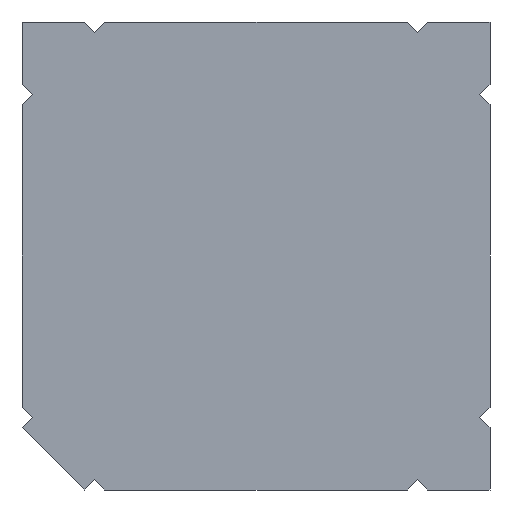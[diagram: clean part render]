
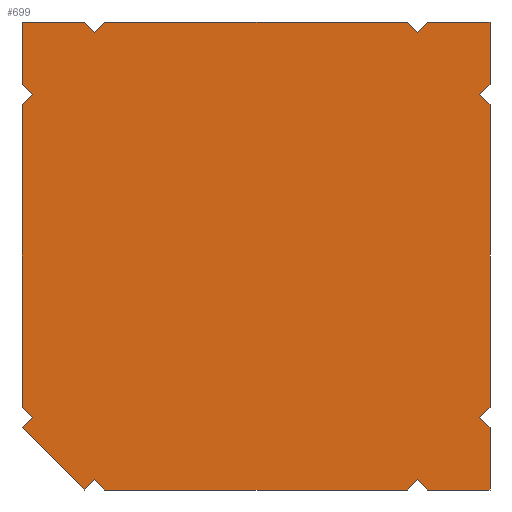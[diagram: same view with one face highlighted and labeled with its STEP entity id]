
A CAD part, front view. The second image highlights one B-rep face of the part: STEP entity #699.
In plain terms, the highlighted planar face has unit normal (0, -1, 0).
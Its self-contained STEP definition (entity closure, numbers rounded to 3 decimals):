
#48=PLANE('',#763);
#83=FACE_OUTER_BOUND('',#121,.T.);
#121=EDGE_LOOP('',(#599,#600,#601,#602,#603,#604,#605,#606,#607,#608,#609,
#610,#611,#612,#613,#614,#615,#616,#617,#618,#619,#620,#621,#622,#623,#624,
#625));
#134=LINE('',#970,#218);
#137=LINE('',#975,#221);
#141=LINE('',#984,#225);
#144=LINE('',#989,#228);
#148=LINE('',#998,#232);
#151=LINE('',#1003,#235);
#155=LINE('',#1012,#239);
#158=LINE('',#1017,#242);
#160=LINE('',#1020,#244);
#161=LINE('',#1022,#245);
#162=LINE('',#1024,#246);
#163=LINE('',#1026,#247);
#167=LINE('',#1040,#251);
#170=LINE('',#1047,#254);
#172=LINE('',#1050,#256);
#177=LINE('',#1061,#261);
#180=LINE('',#1066,#264);
#181=LINE('',#1069,#265);
#183=LINE('',#1072,#267);
#188=LINE('',#1083,#272);
#191=LINE('',#1088,#275);
#192=LINE('',#1091,#276);
#194=LINE('',#1094,#278);
#199=LINE('',#1105,#283);
#201=LINE('',#1109,#285);
#204=LINE('',#1114,#288);
#205=LINE('',#1116,#289);
#218=VECTOR('',#796,1.);
#221=VECTOR('',#799,1.);
#225=VECTOR('',#805,1.);
#228=VECTOR('',#808,1.);
#232=VECTOR('',#814,1.);
#235=VECTOR('',#817,1.);
#239=VECTOR('',#823,1.);
#242=VECTOR('',#826,1.);
#244=VECTOR('',#830,1.);
#245=VECTOR('',#833,1.);
#246=VECTOR('',#836,1.);
#247=VECTOR('',#839,1.);
#251=VECTOR('',#855,1.);
#254=VECTOR('',#862,1.);
#256=VECTOR('',#866,1.);
#261=VECTOR('',#875,1.);
#264=VECTOR('',#880,1.);
#265=VECTOR('',#883,1.);
#267=VECTOR('',#887,1.);
#272=VECTOR('',#896,1.);
#275=VECTOR('',#901,1.);
#276=VECTOR('',#904,1.);
#278=VECTOR('',#908,1.);
#283=VECTOR('',#917,1.);
#285=VECTOR('',#921,1.);
#288=VECTOR('',#926,1.);
#289=VECTOR('',#929,1.);
#310=VERTEX_POINT('',#967);
#311=VERTEX_POINT('',#969);
#312=VERTEX_POINT('',#972);
#313=VERTEX_POINT('',#974);
#316=VERTEX_POINT('',#981);
#317=VERTEX_POINT('',#983);
#318=VERTEX_POINT('',#986);
#319=VERTEX_POINT('',#988);
#322=VERTEX_POINT('',#995);
#323=VERTEX_POINT('',#997);
#324=VERTEX_POINT('',#1000);
#325=VERTEX_POINT('',#1002);
#328=VERTEX_POINT('',#1009);
#329=VERTEX_POINT('',#1011);
#330=VERTEX_POINT('',#1014);
#331=VERTEX_POINT('',#1016);
#335=VERTEX_POINT('',#1038);
#337=VERTEX_POINT('',#1046);
#341=VERTEX_POINT('',#1060);
#342=VERTEX_POINT('',#1064);
#343=VERTEX_POINT('',#1068);
#347=VERTEX_POINT('',#1082);
#348=VERTEX_POINT('',#1086);
#349=VERTEX_POINT('',#1090);
#353=VERTEX_POINT('',#1104);
#354=VERTEX_POINT('',#1108);
#355=VERTEX_POINT('',#1112);
#372=EDGE_CURVE('',#311,#310,#134,.T.);
#375=EDGE_CURVE('',#313,#312,#137,.T.);
#379=EDGE_CURVE('',#317,#316,#141,.T.);
#382=EDGE_CURVE('',#319,#318,#144,.T.);
#386=EDGE_CURVE('',#323,#322,#148,.T.);
#389=EDGE_CURVE('',#325,#324,#151,.T.);
#393=EDGE_CURVE('',#329,#328,#155,.T.);
#396=EDGE_CURVE('',#331,#330,#158,.T.);
#398=EDGE_CURVE('',#324,#317,#160,.T.);
#399=EDGE_CURVE('',#318,#311,#161,.T.);
#400=EDGE_CURVE('',#312,#329,#162,.T.);
#401=EDGE_CURVE('',#330,#323,#163,.T.);
#407=EDGE_CURVE('',#310,#335,#167,.T.);
#410=EDGE_CURVE('',#335,#337,#170,.T.);
#412=EDGE_CURVE('',#337,#313,#172,.T.);
#417=EDGE_CURVE('',#341,#325,#177,.T.);
#420=EDGE_CURVE('',#322,#342,#180,.T.);
#421=EDGE_CURVE('',#342,#343,#181,.T.);
#423=EDGE_CURVE('',#343,#341,#183,.T.);
#428=EDGE_CURVE('',#347,#331,#188,.T.);
#431=EDGE_CURVE('',#328,#348,#191,.T.);
#432=EDGE_CURVE('',#348,#349,#192,.T.);
#434=EDGE_CURVE('',#349,#347,#194,.T.);
#439=EDGE_CURVE('',#353,#319,#199,.T.);
#441=EDGE_CURVE('',#354,#353,#201,.T.);
#444=EDGE_CURVE('',#316,#355,#204,.T.);
#445=EDGE_CURVE('',#355,#354,#205,.T.);
#599=ORIENTED_EDGE('',*,*,#441,.T.);
#600=ORIENTED_EDGE('',*,*,#439,.T.);
#601=ORIENTED_EDGE('',*,*,#382,.T.);
#602=ORIENTED_EDGE('',*,*,#399,.T.);
#603=ORIENTED_EDGE('',*,*,#372,.T.);
#604=ORIENTED_EDGE('',*,*,#407,.T.);
#605=ORIENTED_EDGE('',*,*,#410,.T.);
#606=ORIENTED_EDGE('',*,*,#412,.T.);
#607=ORIENTED_EDGE('',*,*,#375,.T.);
#608=ORIENTED_EDGE('',*,*,#400,.T.);
#609=ORIENTED_EDGE('',*,*,#393,.T.);
#610=ORIENTED_EDGE('',*,*,#431,.T.);
#611=ORIENTED_EDGE('',*,*,#432,.T.);
#612=ORIENTED_EDGE('',*,*,#434,.T.);
#613=ORIENTED_EDGE('',*,*,#428,.T.);
#614=ORIENTED_EDGE('',*,*,#396,.T.);
#615=ORIENTED_EDGE('',*,*,#401,.T.);
#616=ORIENTED_EDGE('',*,*,#386,.T.);
#617=ORIENTED_EDGE('',*,*,#420,.T.);
#618=ORIENTED_EDGE('',*,*,#421,.T.);
#619=ORIENTED_EDGE('',*,*,#423,.T.);
#620=ORIENTED_EDGE('',*,*,#417,.T.);
#621=ORIENTED_EDGE('',*,*,#389,.T.);
#622=ORIENTED_EDGE('',*,*,#398,.T.);
#623=ORIENTED_EDGE('',*,*,#379,.T.);
#624=ORIENTED_EDGE('',*,*,#444,.T.);
#625=ORIENTED_EDGE('',*,*,#445,.T.);
#699=ADVANCED_FACE('',(#83),#48,.F.);
#763=AXIS2_PLACEMENT_3D('',#1117,#930,#931);
#796=DIRECTION('',(0.707,0.,-0.707));
#799=DIRECTION('',(0.707,0.,-0.707));
#805=DIRECTION('',(-0.707,0.,-0.707));
#808=DIRECTION('',(-0.707,0.,-0.707));
#814=DIRECTION('',(-0.707,0.,0.707));
#817=DIRECTION('',(-0.707,0.,0.707));
#823=DIRECTION('',(0.707,0.,0.707));
#826=DIRECTION('',(0.707,0.,0.707));
#830=DIRECTION('',(-1.,0.,0.));
#833=DIRECTION('',(0.,0.,-1.));
#836=DIRECTION('',(1.,0.,0.));
#839=DIRECTION('',(0.,0.,1.));
#855=DIRECTION('',(-0.707,0.,-0.707));
#862=DIRECTION('',(0.707,0.,-0.707));
#866=DIRECTION('',(0.707,0.,0.707));
#875=DIRECTION('',(-0.707,0.,-0.707));
#880=DIRECTION('',(0.707,0.,0.707));
#883=DIRECTION('',(0.,0.,1.));
#887=DIRECTION('',(-1.,0.,0.));
#896=DIRECTION('',(-0.707,0.,0.707));
#901=DIRECTION('',(0.707,0.,-0.707));
#904=DIRECTION('',(1.,0.,0.));
#908=DIRECTION('',(0.,0.,1.));
#917=DIRECTION('',(0.707,0.,-0.707));
#921=DIRECTION('',(0.,0.,-1.));
#926=DIRECTION('',(-0.707,0.,0.707));
#929=DIRECTION('',(-1.,0.,0.));
#930=DIRECTION('center_axis',(0.,1.,0.));
#931=DIRECTION('ref_axis',(1.,0.,0.));
#967=CARTESIAN_POINT('',(-4.07,-1.647,-2.938));
#969=CARTESIAN_POINT('',(-4.254,-1.647,-2.754));
#970=CARTESIAN_POINT('',(-4.254,-1.647,-2.754));
#972=CARTESIAN_POINT('',(-2.754,-1.647,-4.254));
#974=CARTESIAN_POINT('',(-2.938,-1.647,-4.07));
#975=CARTESIAN_POINT('',(-4.254,-1.647,-2.754));
#981=CARTESIAN_POINT('',(-2.938,-1.647,4.062));
#983=CARTESIAN_POINT('',(-2.754,-1.647,4.246));
#984=CARTESIAN_POINT('',(-2.754,-1.647,4.246));
#986=CARTESIAN_POINT('',(-4.254,-1.647,2.746));
#988=CARTESIAN_POINT('',(-4.07,-1.647,2.93));
#989=CARTESIAN_POINT('',(-2.754,-1.647,4.246));
#995=CARTESIAN_POINT('',(4.062,-1.647,2.93));
#997=CARTESIAN_POINT('',(4.246,-1.647,2.746));
#998=CARTESIAN_POINT('',(4.246,-1.647,2.746));
#1000=CARTESIAN_POINT('',(2.746,-1.647,4.246));
#1002=CARTESIAN_POINT('',(2.93,-1.647,4.062));
#1003=CARTESIAN_POINT('',(4.246,-1.647,2.746));
#1009=CARTESIAN_POINT('',(2.93,-1.647,-4.07));
#1011=CARTESIAN_POINT('',(2.746,-1.647,-4.254));
#1012=CARTESIAN_POINT('',(2.746,-1.647,-4.254));
#1014=CARTESIAN_POINT('',(4.246,-1.647,-2.754));
#1016=CARTESIAN_POINT('',(4.062,-1.647,-2.938));
#1017=CARTESIAN_POINT('',(2.746,-1.647,-4.254));
#1020=CARTESIAN_POINT('',(2.746,-1.647,4.246));
#1022=CARTESIAN_POINT('',(-4.254,-1.647,2.746));
#1024=CARTESIAN_POINT('',(-2.754,-1.647,-4.254));
#1026=CARTESIAN_POINT('',(4.246,-1.647,-2.754));
#1038=CARTESIAN_POINT('',(-4.254,-1.647,-3.123));
#1040=CARTESIAN_POINT('',(-3.928,-1.647,-2.797));
#1046=CARTESIAN_POINT('',(-3.123,-1.647,-4.254));
#1047=CARTESIAN_POINT('',(-4.254,-1.647,-3.123));
#1050=CARTESIAN_POINT('',(-3.123,-1.647,-4.254));
#1060=CARTESIAN_POINT('',(3.115,-1.647,4.246));
#1061=CARTESIAN_POINT('',(3.115,-1.647,4.246));
#1064=CARTESIAN_POINT('',(4.246,-1.647,3.115));
#1066=CARTESIAN_POINT('',(3.92,-1.647,2.789));
#1068=CARTESIAN_POINT('',(4.246,-1.647,4.246));
#1069=CARTESIAN_POINT('',(4.246,-1.647,3.115));
#1072=CARTESIAN_POINT('',(4.246,-1.647,4.246));
#1082=CARTESIAN_POINT('',(4.246,-1.647,-3.123));
#1083=CARTESIAN_POINT('',(4.246,-1.647,-3.123));
#1086=CARTESIAN_POINT('',(3.115,-1.647,-4.254));
#1088=CARTESIAN_POINT('',(2.789,-1.647,-3.928));
#1090=CARTESIAN_POINT('',(4.246,-1.647,-4.254));
#1091=CARTESIAN_POINT('',(3.115,-1.647,-4.254));
#1094=CARTESIAN_POINT('',(4.246,-1.647,-4.254));
#1104=CARTESIAN_POINT('',(-4.254,-1.647,3.115));
#1105=CARTESIAN_POINT('',(-4.254,-1.647,3.115));
#1108=CARTESIAN_POINT('',(-4.254,-1.647,4.246));
#1109=CARTESIAN_POINT('',(-4.254,-1.647,4.246));
#1112=CARTESIAN_POINT('',(-3.123,-1.647,4.246));
#1114=CARTESIAN_POINT('',(-2.797,-1.647,3.92));
#1116=CARTESIAN_POINT('',(-3.123,-1.647,4.246));
#1117=CARTESIAN_POINT('Origin',(-0.004,-1.647,-0.004));
